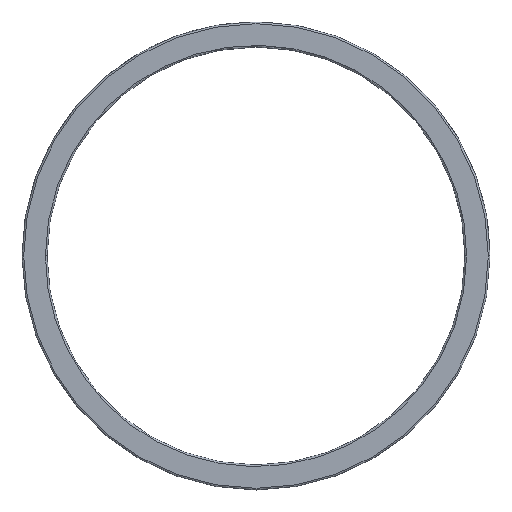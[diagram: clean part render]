
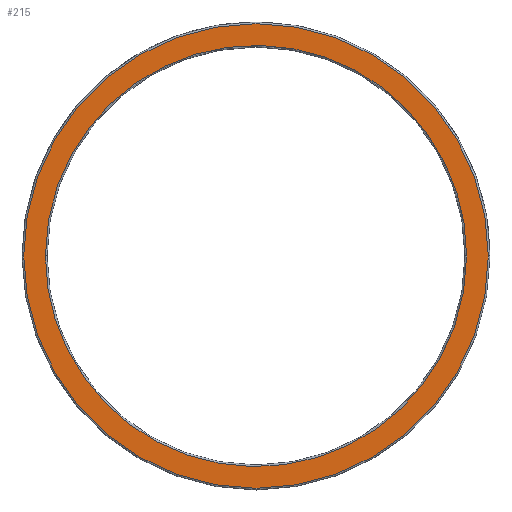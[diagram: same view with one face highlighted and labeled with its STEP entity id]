
A CAD part, top view. The second image highlights one B-rep face of the part: STEP entity #215.
In plain terms, the highlighted planar face has unit normal (0, 0, 1).
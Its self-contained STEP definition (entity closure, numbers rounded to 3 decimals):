
#54=AXIS2_PLACEMENT_3D('Circle Axis2P3D',#52,#53,$) ;
#135=AXIS2_PLACEMENT_3D('Circle Axis2P3D',#133,#134,$) ;
#149=AXIS2_PLACEMENT_3D('Plane Axis2P3D',#146,#147,#148) ;
#49=CARTESIAN_POINT('Vertex',(0.2,28.,2.)) ;
#52=CARTESIAN_POINT('Axis2P3D Location',(28.,28.,2.)) ;
#56=CARTESIAN_POINT('Vertex',(55.8,28.,2.)) ;
#133=CARTESIAN_POINT('Axis2P3D Location',(28.,28.,2.)) ;
#146=CARTESIAN_POINT('Axis2P3D Location',(28.,28.,2.)) ;
#156=CARTESIAN_POINT('Control Point',(53.2,28.,2.)) ;
#157=CARTESIAN_POINT('Control Point',(53.2,25.541,2.)) ;
#158=CARTESIAN_POINT('Control Point',(52.9,23.082,2.)) ;
#159=CARTESIAN_POINT('Control Point',(52.3,20.671,2.)) ;
#160=CARTESIAN_POINT('Control Point',(50.524,16.045,2.)) ;
#161=CARTESIAN_POINT('Control Point',(47.688,11.982,2.)) ;
#162=CARTESIAN_POINT('Control Point',(46.028,10.134,2.)) ;
#163=CARTESIAN_POINT('Control Point',(42.291,6.881,2.)) ;
#164=CARTESIAN_POINT('Control Point',(37.881,4.621,2.)) ;
#165=CARTESIAN_POINT('Control Point',(35.548,3.767,2.)) ;
#166=CARTESIAN_POINT('Control Point',(30.722,2.646,2.)) ;
#167=CARTESIAN_POINT('Control Point',(25.768,2.717,2.)) ;
#168=CARTESIAN_POINT('Control Point',(23.307,3.057,2.)) ;
#169=CARTESIAN_POINT('Control Point',(18.518,4.328,2.)) ;
#170=CARTESIAN_POINT('Control Point',(14.175,6.714,2.)) ;
#171=CARTESIAN_POINT('Control Point',(12.161,8.168,2.)) ;
#172=CARTESIAN_POINT('Control Point',(8.527,11.536,2.)) ;
#173=CARTESIAN_POINT('Control Point',(5.81,15.68,2.)) ;
#174=CARTESIAN_POINT('Control Point',(4.712,17.908,2.)) ;
#175=CARTESIAN_POINT('Control Point',(3.539,21.273,2.)) ;
#176=CARTESIAN_POINT('Control Point',(2.973,24.77,2.)) ;
#177=CARTESIAN_POINT('Control Point',(2.858,25.844,2.)) ;
#178=CARTESIAN_POINT('Control Point',(2.8,26.922,2.)) ;
#179=CARTESIAN_POINT('Control Point',(2.8,28.,2.)) ;
#180=CARTESIAN_POINT('Vertex',(53.2,28.,2.)) ;
#182=CARTESIAN_POINT('Vertex',(2.8,28.,2.)) ;
#186=CARTESIAN_POINT('Control Point',(2.8,28.,2.)) ;
#187=CARTESIAN_POINT('Control Point',(2.8,30.459,2.)) ;
#188=CARTESIAN_POINT('Control Point',(3.1,32.918,2.)) ;
#189=CARTESIAN_POINT('Control Point',(3.7,35.329,2.)) ;
#190=CARTESIAN_POINT('Control Point',(5.476,39.955,2.)) ;
#191=CARTESIAN_POINT('Control Point',(8.312,44.018,2.)) ;
#192=CARTESIAN_POINT('Control Point',(9.972,45.866,2.)) ;
#193=CARTESIAN_POINT('Control Point',(13.709,49.119,2.)) ;
#194=CARTESIAN_POINT('Control Point',(18.119,51.379,2.)) ;
#195=CARTESIAN_POINT('Control Point',(20.452,52.233,2.)) ;
#196=CARTESIAN_POINT('Control Point',(25.278,53.354,2.)) ;
#197=CARTESIAN_POINT('Control Point',(30.232,53.283,2.)) ;
#198=CARTESIAN_POINT('Control Point',(32.693,52.943,2.)) ;
#199=CARTESIAN_POINT('Control Point',(37.482,51.672,2.)) ;
#200=CARTESIAN_POINT('Control Point',(41.825,49.286,2.)) ;
#201=CARTESIAN_POINT('Control Point',(43.839,47.832,2.)) ;
#202=CARTESIAN_POINT('Control Point',(47.473,44.464,2.)) ;
#203=CARTESIAN_POINT('Control Point',(50.19,40.32,2.)) ;
#204=CARTESIAN_POINT('Control Point',(51.288,38.092,2.)) ;
#205=CARTESIAN_POINT('Control Point',(52.461,34.727,2.)) ;
#206=CARTESIAN_POINT('Control Point',(53.027,31.23,2.)) ;
#207=CARTESIAN_POINT('Control Point',(53.142,30.156,2.)) ;
#208=CARTESIAN_POINT('Control Point',(53.2,29.078,2.)) ;
#209=CARTESIAN_POINT('Control Point',(53.2,28.,2.)) ;
#53=DIRECTION('Axis2P3D Direction',(0.,0.,1.)) ;
#134=DIRECTION('Axis2P3D Direction',(0.,0.,1.)) ;
#147=DIRECTION('Axis2P3D Direction',(0.,0.,1.)) ;
#148=DIRECTION('Axis2P3D XDirection',(1.,0.,0.)) ;
#152=ORIENTED_EDGE('',*,*,#58,.T.) ;
#153=ORIENTED_EDGE('',*,*,#137,.T.) ;
#212=ORIENTED_EDGE('',*,*,#184,.T.) ;
#213=ORIENTED_EDGE('',*,*,#210,.T.) ;
#214=FACE_BOUND('',#211,.T.) ;
#215=ADVANCED_FACE('Verrundung1',(#154,#214),#150,.T.) ;
#155=B_SPLINE_CURVE_WITH_KNOTS('',5,(#156,#157,#158,#159,#160,#161,#162,#163,#164,#165,#166,#167,#168,#169,#170,#171,#172,#173,#174,#175,#176,#177,#178,#179),.UNSPECIFIED.,.F.,.U.,(6,3,3,3,3,3,3,6),(0.,17.43,34.86,52.29,69.72,87.15,104.58,112.221),.UNSPECIFIED.) ;
#185=B_SPLINE_CURVE_WITH_KNOTS('',5,(#186,#187,#188,#189,#190,#191,#192,#193,#194,#195,#196,#197,#198,#199,#200,#201,#202,#203,#204,#205,#206,#207,#208,#209),.UNSPECIFIED.,.F.,.U.,(6,3,3,3,3,3,3,6),(0.,17.43,34.86,52.29,69.72,87.15,104.58,112.221),.UNSPECIFIED.) ;
#55=CIRCLE('generated circle',#54,27.8) ;
#136=CIRCLE('generated circle',#135,27.8) ;
#58=EDGE_CURVE('',#57,#50,#55,.T.) ;
#137=EDGE_CURVE('',#50,#57,#136,.T.) ;
#184=EDGE_CURVE('',#181,#183,#155,.T.) ;
#210=EDGE_CURVE('',#183,#181,#185,.T.) ;
#151=EDGE_LOOP('',(#152,#153)) ;
#211=EDGE_LOOP('',(#212,#213)) ;
#154=FACE_OUTER_BOUND('',#151,.T.) ;
#150=PLANE('',#149) ;
#50=VERTEX_POINT('',#49) ;
#57=VERTEX_POINT('',#56) ;
#181=VERTEX_POINT('',#180) ;
#183=VERTEX_POINT('',#182) ;
